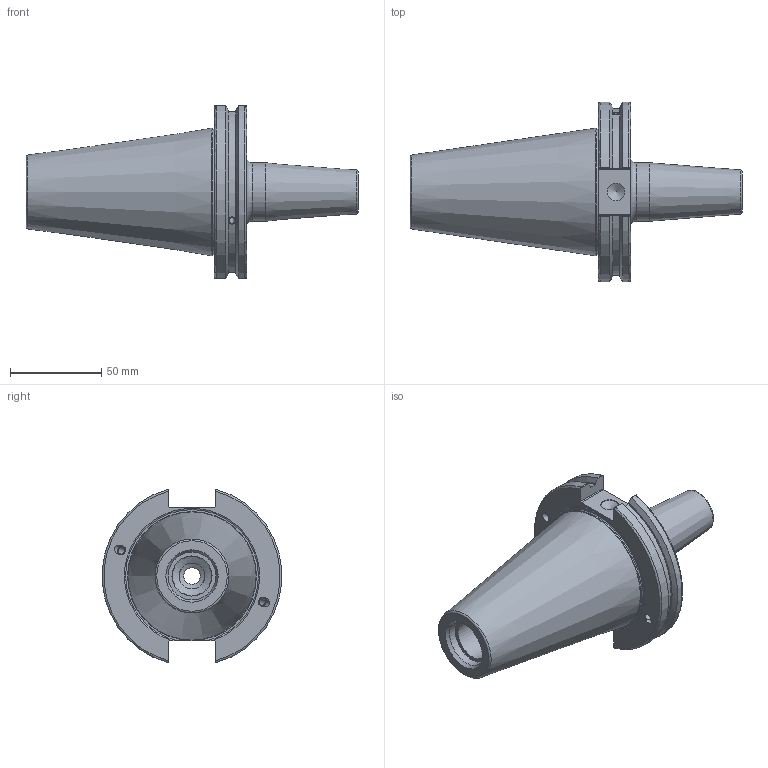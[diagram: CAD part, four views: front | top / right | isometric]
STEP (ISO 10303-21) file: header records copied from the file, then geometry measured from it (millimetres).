
FILE_DESCRIPTION(/* description */ (''),/* implementation_level */ '2;1');
FILE_NAME(/* name */ 'VC032J-CCT50ADB-SFH12.7C-3.15.stp',/* time_stamp */ '2024-01-15T11:20:20+09:00',/* author */ ('SSKT'),/* organization */ (''),/* preprocessor_version */ 'ST-DEVELOPER v19.2',/* originating_system */ 'Autodesk Inventor 2024',/* authorisation */ '');
FILE_SCHEMA (('AUTOMOTIVE_DESIGN { 1 0 10303 214 3 1 1 }'));
Length unit declared in the file: millimetre
Products named in the file (1): CAT50
Bounding box: 181.6 x 98.06 x 94.69 mm (x, y, z)
Volume: 359292.5 mm3; surface area: 53173.2 mm2
Topology: 1 solids, 1 shells, 94 faces, 251 edges, 164 vertices
Faces by surface type: plane 38, cylinder 30, cone 17, torus 9
Full cylindrical faces by diameter (mm): 2.5 x2, 3.242 x4, 4.134 x2, 4.2 x2, 5 x2, 8.917 x1, 9.525 x1, 12.7 x1, 13.9 x1, 14 x1, 21.5 x1, 21.971 x1, 26.2 x1, 32 x1, 69.25 x1
Entity records: 3327 total; most frequent: CARTESIAN_POINT 985, ORIENTED_EDGE 492, DIRECTION 466, EDGE_CURVE 246, AXIS2_PLACEMENT_3D 183, VERTEX_POINT 164, EDGE_LOOP 114, LINE 100
